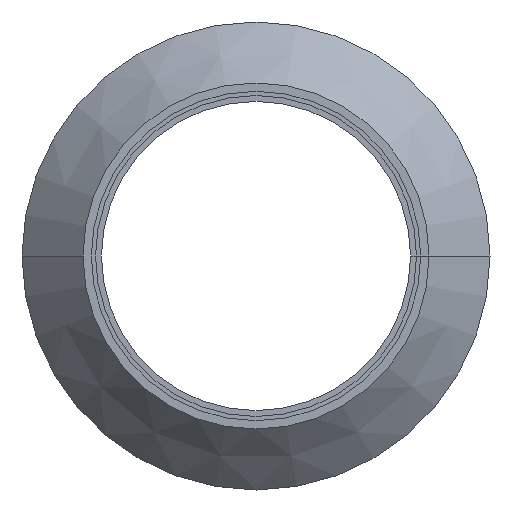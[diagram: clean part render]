
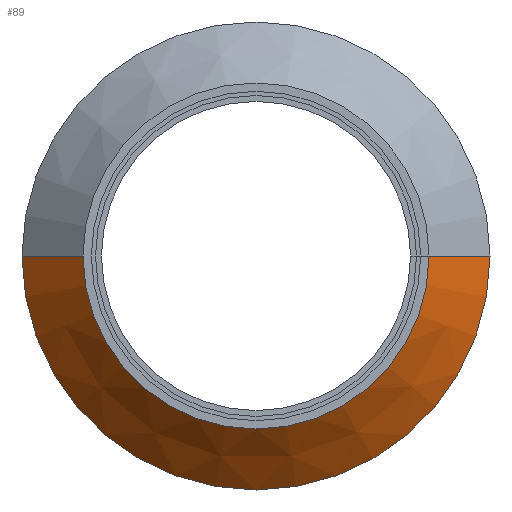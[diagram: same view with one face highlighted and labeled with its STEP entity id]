
A CAD part, front view. The second image highlights one B-rep face of the part: STEP entity #89.
In plain terms, the highlighted conical face has half-angle 45 degrees and reference radius 24.35 mm.
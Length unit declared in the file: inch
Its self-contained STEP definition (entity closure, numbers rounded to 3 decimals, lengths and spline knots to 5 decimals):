
#89=ADVANCED_FACE('',(#175),#176,.T.);
#175=FACE_OUTER_BOUND('',#287,.T.);
#176=CONICAL_SURFACE('',#288,0.95866,0.785);
#287=EDGE_LOOP('',(#375,#376,#377,#378));
#288=AXIS2_PLACEMENT_3D('',#379,#380,#381);
#375=ORIENTED_EDGE('',*,*,#557,.F.);
#376=ORIENTED_EDGE('',*,*,#558,.T.);
#377=ORIENTED_EDGE('',*,*,#559,.F.);
#378=ORIENTED_EDGE('',*,*,#560,.F.);
#379=CARTESIAN_POINT('',(0.0,2.96648,0.0));
#380=DIRECTION('',(-0.0,1.0,-0.0));
#381=DIRECTION('',(1.0,0.0,0.0));
#557=EDGE_CURVE('',#648,#649,#650,.T.);
#558=EDGE_CURVE('',#648,#651,#652,.T.);
#559=EDGE_CURVE('',#653,#651,#654,.T.);
#560=EDGE_CURVE('',#649,#653,#655,.T.);
#648=VERTEX_POINT('',#760);
#649=VERTEX_POINT('',#761);
#650=LINE('',#762,#763);
#651=VERTEX_POINT('',#764);
#652=CIRCLE('',#765,0.81496);
#653=VERTEX_POINT('',#766);
#654=LINE('',#767,#768);
#655=CIRCLE('',#769,1.10236);
#760=CARTESIAN_POINT('',(0.81496,2.82278,0.0));
#761=CARTESIAN_POINT('',(1.10236,3.11018,0.0));
#762=CARTESIAN_POINT('',(0.95866,2.96648,0.));
#763=VECTOR('',#861,1.0);
#764=CARTESIAN_POINT('',(-0.81496,2.82278,0.));
#765=AXIS2_PLACEMENT_3D('',#862,#863,#864);
#766=CARTESIAN_POINT('',(-1.10236,3.11018,0.));
#767=CARTESIAN_POINT('',(-0.95866,2.96648,0.));
#768=VECTOR('',#865,1.0);
#769=AXIS2_PLACEMENT_3D('',#866,#867,#868);
#861=DIRECTION('',(0.707,0.707,0.));
#862=CARTESIAN_POINT('',(0.0,2.82278,0.0));
#863=DIRECTION('',(-0.0,1.0,0.0));
#864=DIRECTION('',(1.0,0.0,0.0));
#865=DIRECTION('',(0.707,-0.707,0.));
#866=CARTESIAN_POINT('',(0.0,3.11018,0.0));
#867=DIRECTION('',(-0.0,1.0,0.0));
#868=DIRECTION('',(1.0,0.0,0.0));
